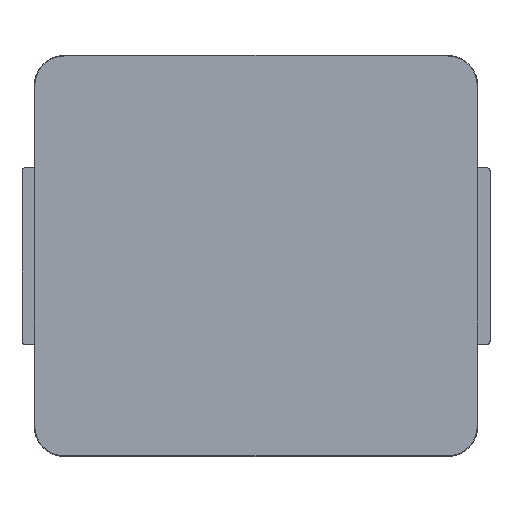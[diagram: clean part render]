
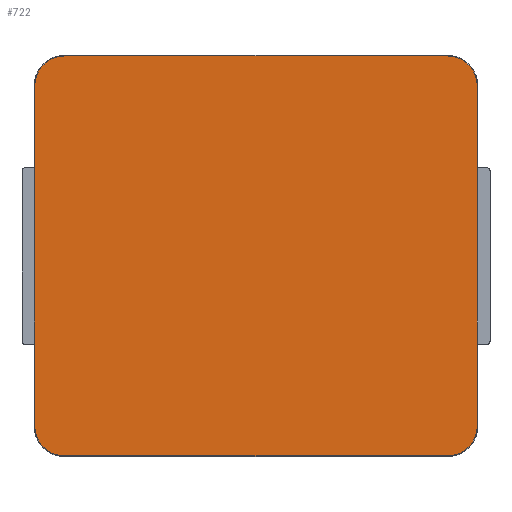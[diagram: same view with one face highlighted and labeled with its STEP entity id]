
A CAD part, top view. The second image highlights one B-rep face of the part: STEP entity #722.
In plain terms, the highlighted planar face has unit normal (0, 0, 1).
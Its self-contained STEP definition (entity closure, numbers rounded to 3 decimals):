
#162 = CYLINDRICAL_SURFACE('',#163,0.01);
#163 = AXIS2_PLACEMENT_3D('',#164,#165,#166);
#164 = CARTESIAN_POINT('',(-3.64,2.8,1.29));
#165 = DIRECTION('',(-0.,-1.,-0.));
#166 = DIRECTION('',(0.,0.,1.));
#245 = TOROIDAL_SURFACE('',#246,0.49,0.01);
#246 = AXIS2_PLACEMENT_3D('',#247,#248,#249);
#247 = CARTESIAN_POINT('',(-3.15,-2.8,1.29));
#248 = DIRECTION('',(-0.,-0.,-1.));
#249 = DIRECTION('',(-1.,0.,0.));
#261 = VERTEX_POINT('',#262);
#262 = CARTESIAN_POINT('',(-3.64,2.8,1.3));
#277 = TOROIDAL_SURFACE('',#278,0.49,0.01);
#278 = AXIS2_PLACEMENT_3D('',#279,#280,#281);
#279 = CARTESIAN_POINT('',(-3.15,2.8,1.29));
#280 = DIRECTION('',(-0.,-0.,-1.));
#281 = DIRECTION('',(0.,1.,-0.));
#291 = VERTEX_POINT('',#292);
#292 = CARTESIAN_POINT('',(-3.64,-2.8,1.3));
#314 = EDGE_CURVE('',#261,#291,#315,.T.);
#315 = SURFACE_CURVE('',#316,(#320,#327),.PCURVE_S1.);
#316 = LINE('',#317,#318);
#317 = CARTESIAN_POINT('',(-3.64,2.8,1.3));
#318 = VECTOR('',#319,1.);
#319 = DIRECTION('',(-0.,-1.,-0.));
#320 = PCURVE('',#162,#321);
#321 = DEFINITIONAL_REPRESENTATION('',(#322),#326);
#322 = LINE('',#323,#324);
#323 = CARTESIAN_POINT('',(0.,0.));
#324 = VECTOR('',#325,1.);
#325 = DIRECTION('',(0.,1.));
#326 = ( GEOMETRIC_REPRESENTATION_CONTEXT(2) 
PARAMETRIC_REPRESENTATION_CONTEXT() REPRESENTATION_CONTEXT('2D SPACE',''
  ) );
#327 = PCURVE('',#328,#333);
#328 = PLANE('',#329);
#329 = AXIS2_PLACEMENT_3D('',#330,#331,#332);
#330 = CARTESIAN_POINT('',(-3.65,-3.3,1.3));
#331 = DIRECTION('',(0.,0.,1.));
#332 = DIRECTION('',(1.,0.,0.));
#333 = DEFINITIONAL_REPRESENTATION('',(#334),#338);
#334 = LINE('',#335,#336);
#335 = CARTESIAN_POINT('',(0.01,6.1));
#336 = VECTOR('',#337,1.);
#337 = DIRECTION('',(0.,-1.));
#338 = ( GEOMETRIC_REPRESENTATION_CONTEXT(2) 
PARAMETRIC_REPRESENTATION_CONTEXT() REPRESENTATION_CONTEXT('2D SPACE',''
  ) );
#566 = EDGE_CURVE('',#291,#567,#569,.T.);
#567 = VERTEX_POINT('',#568);
#568 = CARTESIAN_POINT('',(-3.15,-3.29,1.3));
#569 = SURFACE_CURVE('',#570,(#575,#582),.PCURVE_S1.);
#570 = CIRCLE('',#571,0.49);
#571 = AXIS2_PLACEMENT_3D('',#572,#573,#574);
#572 = CARTESIAN_POINT('',(-3.15,-2.8,1.3));
#573 = DIRECTION('',(0.,0.,1.));
#574 = DIRECTION('',(-1.,0.,0.));
#575 = PCURVE('',#245,#576);
#576 = DEFINITIONAL_REPRESENTATION('',(#577),#581);
#577 = LINE('',#578,#579);
#578 = CARTESIAN_POINT('',(-0.,4.712));
#579 = VECTOR('',#580,1.);
#580 = DIRECTION('',(-1.,0.));
#581 = ( GEOMETRIC_REPRESENTATION_CONTEXT(2) 
PARAMETRIC_REPRESENTATION_CONTEXT() REPRESENTATION_CONTEXT('2D SPACE',''
  ) );
#582 = PCURVE('',#328,#583);
#583 = DEFINITIONAL_REPRESENTATION('',(#584),#588);
#584 = CIRCLE('',#585,0.49);
#585 = AXIS2_PLACEMENT_2D('',#586,#587);
#586 = CARTESIAN_POINT('',(0.5,0.5));
#587 = DIRECTION('',(-1.,0.));
#588 = ( GEOMETRIC_REPRESENTATION_CONTEXT(2) 
PARAMETRIC_REPRESENTATION_CONTEXT() REPRESENTATION_CONTEXT('2D SPACE',''
  ) );
#605 = CYLINDRICAL_SURFACE('',#606,0.01);
#606 = AXIS2_PLACEMENT_3D('',#607,#608,#609);
#607 = CARTESIAN_POINT('',(-3.15,-3.29,1.29));
#608 = DIRECTION('',(1.,0.,0.));
#609 = DIRECTION('',(0.,0.,1.));
#671 = VERTEX_POINT('',#672);
#672 = CARTESIAN_POINT('',(-3.15,3.29,1.3));
#687 = CYLINDRICAL_SURFACE('',#688,0.01);
#688 = AXIS2_PLACEMENT_3D('',#689,#690,#691);
#689 = CARTESIAN_POINT('',(3.15,3.29,1.29));
#690 = DIRECTION('',(-1.,-0.,-0.));
#691 = DIRECTION('',(-0.,0.,1.));
#699 = EDGE_CURVE('',#671,#261,#700,.T.);
#700 = SURFACE_CURVE('',#701,(#706,#713),.PCURVE_S1.);
#701 = CIRCLE('',#702,0.49);
#702 = AXIS2_PLACEMENT_3D('',#703,#704,#705);
#703 = CARTESIAN_POINT('',(-3.15,2.8,1.3));
#704 = DIRECTION('',(0.,0.,1.));
#705 = DIRECTION('',(0.,1.,-0.));
#706 = PCURVE('',#277,#707);
#707 = DEFINITIONAL_REPRESENTATION('',(#708),#712);
#708 = LINE('',#709,#710);
#709 = CARTESIAN_POINT('',(-0.,4.712));
#710 = VECTOR('',#711,1.);
#711 = DIRECTION('',(-1.,0.));
#712 = ( GEOMETRIC_REPRESENTATION_CONTEXT(2) 
PARAMETRIC_REPRESENTATION_CONTEXT() REPRESENTATION_CONTEXT('2D SPACE',''
  ) );
#713 = PCURVE('',#328,#714);
#714 = DEFINITIONAL_REPRESENTATION('',(#715),#719);
#715 = CIRCLE('',#716,0.49);
#716 = AXIS2_PLACEMENT_2D('',#717,#718);
#717 = CARTESIAN_POINT('',(0.5,6.1));
#718 = DIRECTION('',(0.,1.));
#719 = ( GEOMETRIC_REPRESENTATION_CONTEXT(2) 
PARAMETRIC_REPRESENTATION_CONTEXT() REPRESENTATION_CONTEXT('2D SPACE',''
  ) );
#722 = ADVANCED_FACE('',(#723),#328,.T.);
#723 = FACE_BOUND('',#724,.T.);
#724 = EDGE_LOOP('',(#725,#726,#749,#778,#806,#835,#856,#857));
#725 = ORIENTED_EDGE('',*,*,#566,.T.);
#726 = ORIENTED_EDGE('',*,*,#727,.T.);
#727 = EDGE_CURVE('',#567,#728,#730,.T.);
#728 = VERTEX_POINT('',#729);
#729 = CARTESIAN_POINT('',(3.15,-3.29,1.3));
#730 = SURFACE_CURVE('',#731,(#735,#742),.PCURVE_S1.);
#731 = LINE('',#732,#733);
#732 = CARTESIAN_POINT('',(-3.15,-3.29,1.3));
#733 = VECTOR('',#734,1.);
#734 = DIRECTION('',(1.,0.,0.));
#735 = PCURVE('',#328,#736);
#736 = DEFINITIONAL_REPRESENTATION('',(#737),#741);
#737 = LINE('',#738,#739);
#738 = CARTESIAN_POINT('',(0.5,0.01));
#739 = VECTOR('',#740,1.);
#740 = DIRECTION('',(1.,0.));
#741 = ( GEOMETRIC_REPRESENTATION_CONTEXT(2) 
PARAMETRIC_REPRESENTATION_CONTEXT() REPRESENTATION_CONTEXT('2D SPACE',''
  ) );
#742 = PCURVE('',#605,#743);
#743 = DEFINITIONAL_REPRESENTATION('',(#744),#748);
#744 = LINE('',#745,#746);
#745 = CARTESIAN_POINT('',(0.,0.));
#746 = VECTOR('',#747,1.);
#747 = DIRECTION('',(0.,1.));
#748 = ( GEOMETRIC_REPRESENTATION_CONTEXT(2) 
PARAMETRIC_REPRESENTATION_CONTEXT() REPRESENTATION_CONTEXT('2D SPACE',''
  ) );
#749 = ORIENTED_EDGE('',*,*,#750,.T.);
#750 = EDGE_CURVE('',#728,#751,#753,.T.);
#751 = VERTEX_POINT('',#752);
#752 = CARTESIAN_POINT('',(3.64,-2.8,1.3));
#753 = SURFACE_CURVE('',#754,(#759,#766),.PCURVE_S1.);
#754 = CIRCLE('',#755,0.49);
#755 = AXIS2_PLACEMENT_3D('',#756,#757,#758);
#756 = CARTESIAN_POINT('',(3.15,-2.8,1.3));
#757 = DIRECTION('',(0.,0.,1.));
#758 = DIRECTION('',(0.,-1.,0.));
#759 = PCURVE('',#328,#760);
#760 = DEFINITIONAL_REPRESENTATION('',(#761),#765);
#761 = CIRCLE('',#762,0.49);
#762 = AXIS2_PLACEMENT_2D('',#763,#764);
#763 = CARTESIAN_POINT('',(6.8,0.5));
#764 = DIRECTION('',(0.,-1.));
#765 = ( GEOMETRIC_REPRESENTATION_CONTEXT(2) 
PARAMETRIC_REPRESENTATION_CONTEXT() REPRESENTATION_CONTEXT('2D SPACE',''
  ) );
#766 = PCURVE('',#767,#772);
#767 = TOROIDAL_SURFACE('',#768,0.49,0.01);
#768 = AXIS2_PLACEMENT_3D('',#769,#770,#771);
#769 = CARTESIAN_POINT('',(3.15,-2.8,1.29));
#770 = DIRECTION('',(-0.,-0.,-1.));
#771 = DIRECTION('',(0.,-1.,0.));
#772 = DEFINITIONAL_REPRESENTATION('',(#773),#777);
#773 = LINE('',#774,#775);
#774 = CARTESIAN_POINT('',(-0.,4.712));
#775 = VECTOR('',#776,1.);
#776 = DIRECTION('',(-1.,0.));
#777 = ( GEOMETRIC_REPRESENTATION_CONTEXT(2) 
PARAMETRIC_REPRESENTATION_CONTEXT() REPRESENTATION_CONTEXT('2D SPACE',''
  ) );
#778 = ORIENTED_EDGE('',*,*,#779,.T.);
#779 = EDGE_CURVE('',#751,#780,#782,.T.);
#780 = VERTEX_POINT('',#781);
#781 = CARTESIAN_POINT('',(3.64,2.8,1.3));
#782 = SURFACE_CURVE('',#783,(#787,#794),.PCURVE_S1.);
#783 = LINE('',#784,#785);
#784 = CARTESIAN_POINT('',(3.64,-2.8,1.3));
#785 = VECTOR('',#786,1.);
#786 = DIRECTION('',(0.,1.,0.));
#787 = PCURVE('',#328,#788);
#788 = DEFINITIONAL_REPRESENTATION('',(#789),#793);
#789 = LINE('',#790,#791);
#790 = CARTESIAN_POINT('',(7.29,0.5));
#791 = VECTOR('',#792,1.);
#792 = DIRECTION('',(0.,1.));
#793 = ( GEOMETRIC_REPRESENTATION_CONTEXT(2) 
PARAMETRIC_REPRESENTATION_CONTEXT() REPRESENTATION_CONTEXT('2D SPACE',''
  ) );
#794 = PCURVE('',#795,#800);
#795 = CYLINDRICAL_SURFACE('',#796,0.01);
#796 = AXIS2_PLACEMENT_3D('',#797,#798,#799);
#797 = CARTESIAN_POINT('',(3.64,-2.8,1.29));
#798 = DIRECTION('',(0.,1.,0.));
#799 = DIRECTION('',(0.,-0.,1.));
#800 = DEFINITIONAL_REPRESENTATION('',(#801),#805);
#801 = LINE('',#802,#803);
#802 = CARTESIAN_POINT('',(0.,0.));
#803 = VECTOR('',#804,1.);
#804 = DIRECTION('',(0.,1.));
#805 = ( GEOMETRIC_REPRESENTATION_CONTEXT(2) 
PARAMETRIC_REPRESENTATION_CONTEXT() REPRESENTATION_CONTEXT('2D SPACE',''
  ) );
#806 = ORIENTED_EDGE('',*,*,#807,.T.);
#807 = EDGE_CURVE('',#780,#808,#810,.T.);
#808 = VERTEX_POINT('',#809);
#809 = CARTESIAN_POINT('',(3.15,3.29,1.3));
#810 = SURFACE_CURVE('',#811,(#816,#823),.PCURVE_S1.);
#811 = CIRCLE('',#812,0.49);
#812 = AXIS2_PLACEMENT_3D('',#813,#814,#815);
#813 = CARTESIAN_POINT('',(3.15,2.8,1.3));
#814 = DIRECTION('',(0.,0.,1.));
#815 = DIRECTION('',(1.,0.,-0.));
#816 = PCURVE('',#328,#817);
#817 = DEFINITIONAL_REPRESENTATION('',(#818),#822);
#818 = CIRCLE('',#819,0.49);
#819 = AXIS2_PLACEMENT_2D('',#820,#821);
#820 = CARTESIAN_POINT('',(6.8,6.1));
#821 = DIRECTION('',(1.,0.));
#822 = ( GEOMETRIC_REPRESENTATION_CONTEXT(2) 
PARAMETRIC_REPRESENTATION_CONTEXT() REPRESENTATION_CONTEXT('2D SPACE',''
  ) );
#823 = PCURVE('',#824,#829);
#824 = TOROIDAL_SURFACE('',#825,0.49,0.01);
#825 = AXIS2_PLACEMENT_3D('',#826,#827,#828);
#826 = CARTESIAN_POINT('',(3.15,2.8,1.29));
#827 = DIRECTION('',(-0.,-0.,-1.));
#828 = DIRECTION('',(1.,0.,0.));
#829 = DEFINITIONAL_REPRESENTATION('',(#830),#834);
#830 = LINE('',#831,#832);
#831 = CARTESIAN_POINT('',(-0.,4.712));
#832 = VECTOR('',#833,1.);
#833 = DIRECTION('',(-1.,0.));
#834 = ( GEOMETRIC_REPRESENTATION_CONTEXT(2) 
PARAMETRIC_REPRESENTATION_CONTEXT() REPRESENTATION_CONTEXT('2D SPACE',''
  ) );
#835 = ORIENTED_EDGE('',*,*,#836,.T.);
#836 = EDGE_CURVE('',#808,#671,#837,.T.);
#837 = SURFACE_CURVE('',#838,(#842,#849),.PCURVE_S1.);
#838 = LINE('',#839,#840);
#839 = CARTESIAN_POINT('',(3.15,3.29,1.3));
#840 = VECTOR('',#841,1.);
#841 = DIRECTION('',(-1.,-0.,-0.));
#842 = PCURVE('',#328,#843);
#843 = DEFINITIONAL_REPRESENTATION('',(#844),#848);
#844 = LINE('',#845,#846);
#845 = CARTESIAN_POINT('',(6.8,6.59));
#846 = VECTOR('',#847,1.);
#847 = DIRECTION('',(-1.,0.));
#848 = ( GEOMETRIC_REPRESENTATION_CONTEXT(2) 
PARAMETRIC_REPRESENTATION_CONTEXT() REPRESENTATION_CONTEXT('2D SPACE',''
  ) );
#849 = PCURVE('',#687,#850);
#850 = DEFINITIONAL_REPRESENTATION('',(#851),#855);
#851 = LINE('',#852,#853);
#852 = CARTESIAN_POINT('',(0.,0.));
#853 = VECTOR('',#854,1.);
#854 = DIRECTION('',(0.,1.));
#855 = ( GEOMETRIC_REPRESENTATION_CONTEXT(2) 
PARAMETRIC_REPRESENTATION_CONTEXT() REPRESENTATION_CONTEXT('2D SPACE',''
  ) );
#856 = ORIENTED_EDGE('',*,*,#699,.T.);
#857 = ORIENTED_EDGE('',*,*,#314,.T.);
